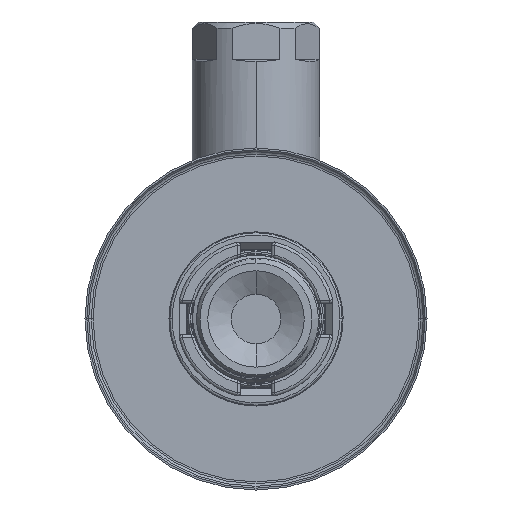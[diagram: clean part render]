
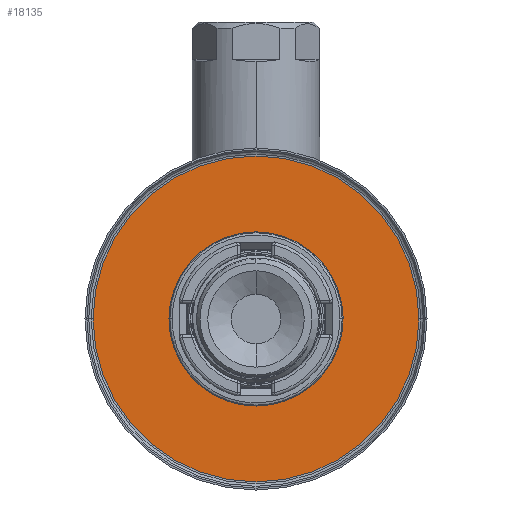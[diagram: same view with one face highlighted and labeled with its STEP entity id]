
A CAD part, left-side view. The second image highlights one B-rep face of the part: STEP entity #18135.
In plain terms, the highlighted face is planar.
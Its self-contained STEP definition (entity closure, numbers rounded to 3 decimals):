
#17250=CARTESIAN_POINT('',(0.,0.,5.7));
#17251=DIRECTION('',(0.,0.,-1.));
#17252=DIRECTION('',(1.,0.,0.));
#17253=AXIS2_PLACEMENT_3D('',#17250,#17251,#17252);
#17258=CARTESIAN_POINT('',(0.,0.,5.7));
#17259=DIRECTION('',(0.,0.,-1.));
#17260=DIRECTION('',(-1.,0.,0.));
#17261=AXIS2_PLACEMENT_3D('',#17258,#17259,#17260);
#17266=CARTESIAN_POINT('',(0.,0.,5.7));
#17267=DIRECTION('',(0.,0.,1.));
#17268=DIRECTION('',(1.,0.,0.));
#17269=AXIS2_PLACEMENT_3D('',#17266,#17267,#17268);
#17274=CARTESIAN_POINT('',(0.,0.,5.7));
#17275=DIRECTION('',(0.,0.,1.));
#17276=DIRECTION('',(-1.,0.,0.));
#17277=AXIS2_PLACEMENT_3D('',#17274,#17275,#17276);
#17746=CARTESIAN_POINT('',(-11.8,0.,5.7));
#17748=VERTEX_POINT('',#17746);
#17752=CARTESIAN_POINT('',(11.8,0.,5.7));
#17753=VERTEX_POINT('',#17752);
#17786=CARTESIAN_POINT('',(26.2,0.,5.7));
#17787=VERTEX_POINT('',#17786);
#17788=CARTESIAN_POINT('',(-26.2,0.,5.7));
#17789=VERTEX_POINT('',#17788);
#18119=CARTESIAN_POINT('',(19.,0.,5.7));
#18120=DIRECTION('',(0.,0.,-1.));
#18121=DIRECTION('',(-1.,0.,0.));
#18122=AXIS2_PLACEMENT_3D('',#18119,#18120,#18121);
#18123=PLANE('',#18122);
#18125=ORIENTED_EDGE('',*,*,#18124,.F.);
#18127=ORIENTED_EDGE('',*,*,#18126,.F.);
#18128=EDGE_LOOP('',(#18125,#18127));
#18129=FACE_OUTER_BOUND('',#18128,.F.);
#18131=ORIENTED_EDGE('',*,*,#18130,.F.);
#18132=ORIENTED_EDGE('',*,*,#18109,.F.);
#18133=EDGE_LOOP('',(#18131,#18132));
#18134=FACE_BOUND('',#18133,.F.);
#18135=ADVANCED_FACE('',(#18129,#18134),#18123,.T.);
#17254=CIRCLE('',#17253,26.2);
#17262=CIRCLE('',#17261,26.2);
#17270=CIRCLE('',#17269,11.8);
#17278=CIRCLE('',#17277,11.8);
#18109=EDGE_CURVE('',#17748,#17753,#17278,.T.);
#18124=EDGE_CURVE('',#17787,#17789,#17254,.T.);
#18126=EDGE_CURVE('',#17789,#17787,#17262,.T.);
#18130=EDGE_CURVE('',#17753,#17748,#17270,.T.);
